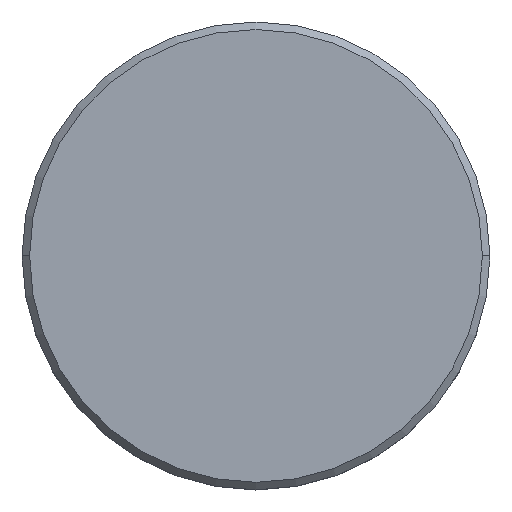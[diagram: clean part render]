
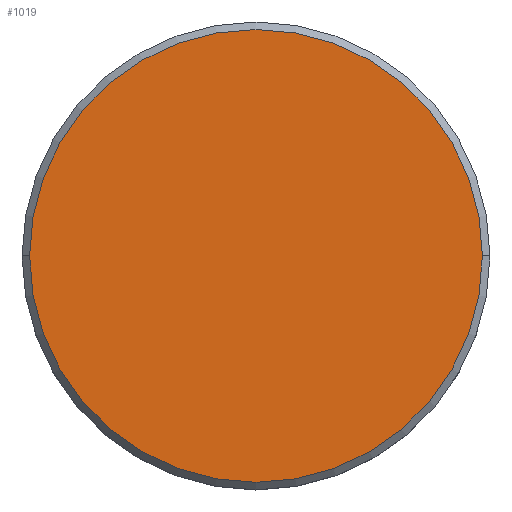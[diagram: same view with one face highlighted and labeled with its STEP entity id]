
A CAD part, top view. The second image highlights one B-rep face of the part: STEP entity #1019.
In plain terms, the highlighted planar face has unit normal (0, 0, 1).
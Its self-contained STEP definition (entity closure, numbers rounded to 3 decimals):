
#176 = VERTEX_POINT ( 'NONE', #758 ) ;
#208 = ORIENTED_EDGE ( 'NONE', *, *, #521, .T. ) ;
#325 = AXIS2_PLACEMENT_3D ( 'NONE', #1055, #429, #890 ) ;
#366 = DIRECTION ( 'NONE',  ( 0., 0., 1. ) ) ;
#429 = DIRECTION ( 'NONE',  ( 0., 0., 1. ) ) ;
#452 = PLANE ( 'NONE',  #1052 ) ;
#470 = DIRECTION ( 'NONE',  ( 1., 0., 0. ) ) ;
#521 = EDGE_CURVE ( 'NONE', #176, #1077, #1104, .T. ) ;
#594 = AXIS2_PLACEMENT_3D ( 'NONE', #637, #1002, #470 ) ;
#631 = FACE_OUTER_BOUND ( 'NONE', #671, .T. ) ;
#637 = CARTESIAN_POINT ( 'NONE',  ( 0., 0., 0. ) ) ;
#671 = EDGE_LOOP ( 'NONE', ( #208, #874 ) ) ;
#729 = DIRECTION ( 'NONE',  ( 1., 0., 0. ) ) ;
#735 = EDGE_CURVE ( 'NONE', #1077, #176, #833, .T. ) ;
#758 = CARTESIAN_POINT ( 'NONE',  ( -15., 0., 0. ) ) ;
#809 = CARTESIAN_POINT ( 'NONE',  ( 0., 0., 0. ) ) ;
#833 = CIRCLE ( 'NONE', #325, 15. ) ;
#846 = CARTESIAN_POINT ( 'NONE',  ( 15., 0., 0. ) ) ;
#874 = ORIENTED_EDGE ( 'NONE', *, *, #735, .T. ) ;
#890 = DIRECTION ( 'NONE',  ( 1., 0., 0. ) ) ;
#1002 = DIRECTION ( 'NONE',  ( 0., 0., 1. ) ) ;
#1019 = ADVANCED_FACE ( 'NONE', ( #631 ), #452, .T. ) ;
#1052 = AXIS2_PLACEMENT_3D ( 'NONE', #809, #366, #729 ) ;
#1055 = CARTESIAN_POINT ( 'NONE',  ( 0., 0., 0. ) ) ;
#1077 = VERTEX_POINT ( 'NONE', #846 ) ;
#1104 = CIRCLE ( 'NONE', #594, 15. ) ;
